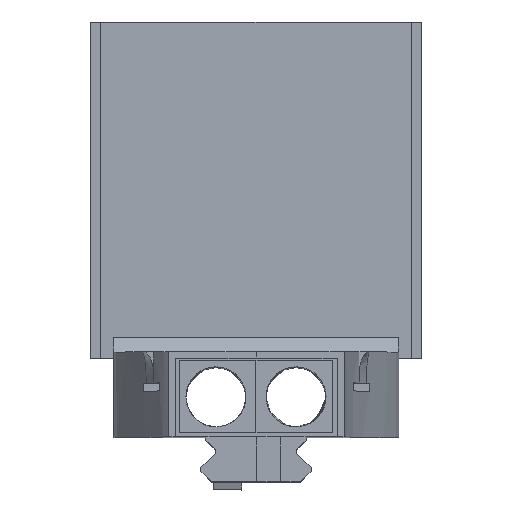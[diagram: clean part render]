
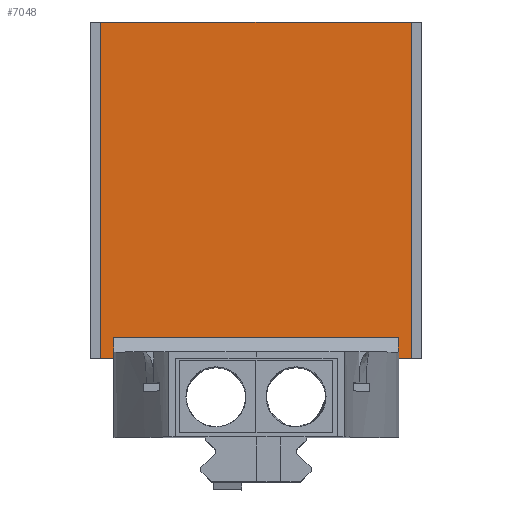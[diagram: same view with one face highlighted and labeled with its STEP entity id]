
A CAD part, top view. The second image highlights one B-rep face of the part: STEP entity #7048.
In plain terms, the highlighted planar face has unit normal (0, 0, 1).
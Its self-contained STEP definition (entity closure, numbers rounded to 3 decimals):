
#117=B_SPLINE_CURVE_WITH_KNOTS('',3,(#9837,#9838,#9839,#9840,#9841,#9842),
 .UNSPECIFIED.,.F.,.F.,(4,2,4),(-0.3,-0.162,0.),
 .UNSPECIFIED.);
#118=B_SPLINE_CURVE_WITH_KNOTS('',3,(#10034,#10035,#10036,#10037,#10038,
#10039),.UNSPECIFIED.,.F.,.F.,(4,2,4),(-0.324,-0.162,
-0.024),.UNSPECIFIED.);
#216=FACE_OUTER_BOUND('',#580,.T.);
#580=EDGE_LOOP('',(#4729,#4730,#4731,#4732,#4733,#4734,#4735,#4736,#4737,
#4738,#4739,#4740));
#928=LINE('',#9436,#1864);
#931=LINE('',#9442,#1867);
#933=LINE('',#9451,#1869);
#936=LINE('',#9457,#1872);
#940=LINE('',#9617,#1876);
#958=LINE('',#10741,#1894);
#965=LINE('',#10756,#1901);
#974=LINE('',#10773,#1910);
#982=LINE('',#10788,#1918);
#985=LINE('',#10793,#1921);
#1864=VECTOR('',#7766,10.);
#1867=VECTOR('',#7771,10.);
#1869=VECTOR('',#7775,10.);
#1872=VECTOR('',#7780,10.);
#1876=VECTOR('',#7786,10.);
#1894=VECTOR('',#7830,10.);
#1901=VECTOR('',#7841,10.);
#1910=VECTOR('',#7854,10.);
#1918=VECTOR('',#7868,10.);
#1921=VECTOR('',#7873,10.);
#2800=VERTEX_POINT('',#9434);
#2801=VERTEX_POINT('',#9435);
#2803=VERTEX_POINT('',#9441);
#2805=VERTEX_POINT('',#9450);
#2807=VERTEX_POINT('',#9456);
#2823=VERTEX_POINT('',#9612);
#2829=VERTEX_POINT('',#9832);
#2830=VERTEX_POINT('',#10033);
#2870=VERTEX_POINT('',#10739);
#2871=VERTEX_POINT('',#10740);
#2876=VERTEX_POINT('',#10754);
#2877=VERTEX_POINT('',#10755);
#3503=EDGE_CURVE('',#2800,#2801,#928,.T.);
#3506=EDGE_CURVE('',#2803,#2800,#931,.T.);
#3509=EDGE_CURVE('',#2801,#2805,#933,.T.);
#3512=EDGE_CURVE('',#2805,#2807,#936,.T.);
#3530=EDGE_CURVE('',#2823,#2807,#940,.T.);
#3537=EDGE_CURVE('',#2829,#2823,#117,.T.);
#3538=EDGE_CURVE('',#2803,#2830,#118,.T.);
#3597=EDGE_CURVE('',#2870,#2871,#958,.T.);
#3604=EDGE_CURVE('',#2876,#2877,#965,.T.);
#3613=EDGE_CURVE('',#2870,#2877,#974,.T.);
#3621=EDGE_CURVE('',#2830,#2871,#982,.T.);
#3624=EDGE_CURVE('',#2876,#2829,#985,.T.);
#4729=ORIENTED_EDGE('',*,*,#3512,.T.);
#4730=ORIENTED_EDGE('',*,*,#3530,.F.);
#4731=ORIENTED_EDGE('',*,*,#3537,.F.);
#4732=ORIENTED_EDGE('',*,*,#3624,.F.);
#4733=ORIENTED_EDGE('',*,*,#3604,.T.);
#4734=ORIENTED_EDGE('',*,*,#3613,.F.);
#4735=ORIENTED_EDGE('',*,*,#3597,.T.);
#4736=ORIENTED_EDGE('',*,*,#3621,.F.);
#4737=ORIENTED_EDGE('',*,*,#3538,.F.);
#4738=ORIENTED_EDGE('',*,*,#3506,.T.);
#4739=ORIENTED_EDGE('',*,*,#3503,.T.);
#4740=ORIENTED_EDGE('',*,*,#3509,.T.);
#6711=PLANE('',#7421);
#7048=ADVANCED_FACE('',(#216),#6711,.T.);
#7421=AXIS2_PLACEMENT_3D('',#10792,#7871,#7872);
#7766=DIRECTION('',(0.,1.,0.));
#7771=DIRECTION('',(-1.,0.,0.));
#7775=DIRECTION('',(1.,0.,0.));
#7780=DIRECTION('',(0.,-1.,0.));
#7786=DIRECTION('',(-1.,0.,0.));
#7830=DIRECTION('',(0.,-1.,0.));
#7841=DIRECTION('',(0.,1.,0.));
#7854=DIRECTION('',(1.,0.,0.));
#7868=DIRECTION('',(-1.,0.,0.));
#7871=DIRECTION('center_axis',(0.,0.,1.));
#7872=DIRECTION('ref_axis',(-1.,0.,0.));
#7873=DIRECTION('',(-1.,0.,0.));
#9434=CARTESIAN_POINT('',(-71.032,-28.774,38.972));
#9435=CARTESIAN_POINT('',(-71.032,-21.448,38.972));
#9436=CARTESIAN_POINT('',(-71.032,-26.938,38.972));
#9441=CARTESIAN_POINT('',(-70.736,-28.774,38.972));
#9442=CARTESIAN_POINT('',(41.25,-28.774,38.972));
#9450=CARTESIAN_POINT('',(71.032,-21.448,38.972));
#9451=CARTESIAN_POINT('',(41.25,-21.448,38.972));
#9456=CARTESIAN_POINT('',(71.032,-28.774,38.972));
#9457=CARTESIAN_POINT('',(71.032,-26.938,38.972));
#9612=CARTESIAN_POINT('',(71.033,-28.774,38.972));
#9617=CARTESIAN_POINT('',(-35.368,-28.774,38.972));
#9832=CARTESIAN_POINT('',(71.032,-31.774,38.972));
#9837=CARTESIAN_POINT('Ctrl Pts',(71.032,-31.774,38.972));
#9838=CARTESIAN_POINT('Ctrl Pts',(71.032,-31.314,38.972));
#9839=CARTESIAN_POINT('Ctrl Pts',(71.032,-30.854,38.972));
#9840=CARTESIAN_POINT('Ctrl Pts',(71.033,-29.854,38.972));
#9841=CARTESIAN_POINT('Ctrl Pts',(71.033,-29.314,38.972));
#9842=CARTESIAN_POINT('Ctrl Pts',(71.033,-28.774,38.972));
#10033=CARTESIAN_POINT('',(-70.736,-31.774,38.972));
#10034=CARTESIAN_POINT('Ctrl Pts',(-70.736,-28.774,38.972));
#10035=CARTESIAN_POINT('Ctrl Pts',(-70.736,-29.314,
38.972));
#10036=CARTESIAN_POINT('Ctrl Pts',(-70.736,-29.854,
38.972));
#10037=CARTESIAN_POINT('Ctrl Pts',(-70.736,-30.854,
38.972));
#10038=CARTESIAN_POINT('Ctrl Pts',(-70.736,-31.314,
38.972));
#10039=CARTESIAN_POINT('Ctrl Pts',(-70.736,-31.774,38.972));
#10739=CARTESIAN_POINT('',(-77.5,136.226,38.972));
#10740=CARTESIAN_POINT('',(-77.5,-31.774,38.972));
#10741=CARTESIAN_POINT('',(-77.5,-30.274,38.972));
#10754=CARTESIAN_POINT('',(77.5,-31.774,38.972));
#10755=CARTESIAN_POINT('',(77.5,136.226,38.972));
#10756=CARTESIAN_POINT('',(77.5,53.726,38.972));
#10773=CARTESIAN_POINT('',(82.5,136.226,38.972));
#10788=CARTESIAN_POINT('',(82.5,-31.774,38.972));
#10792=CARTESIAN_POINT('Origin',(82.5,-28.774,38.972));
#10793=CARTESIAN_POINT('',(82.5,-31.774,38.972));
